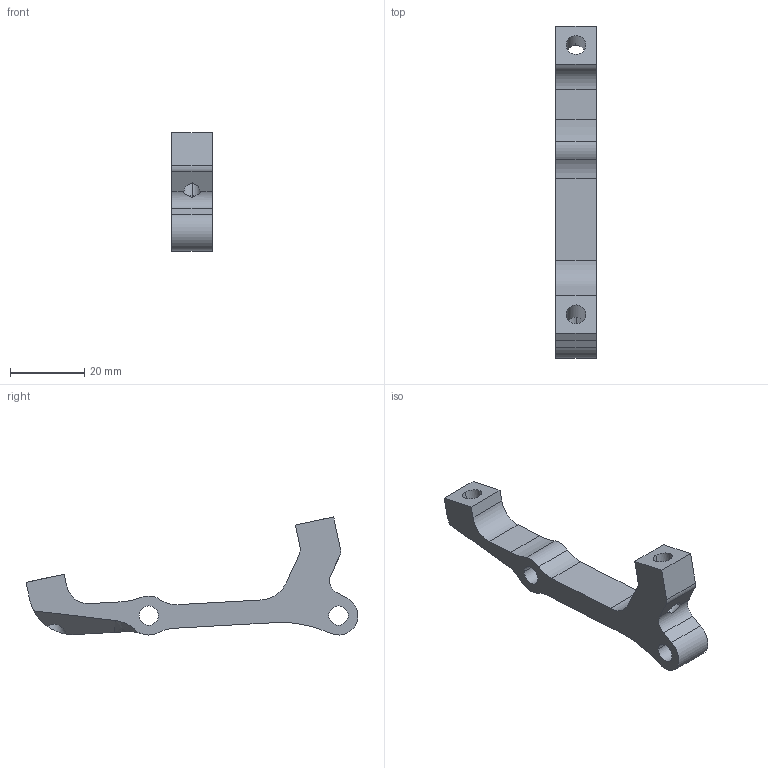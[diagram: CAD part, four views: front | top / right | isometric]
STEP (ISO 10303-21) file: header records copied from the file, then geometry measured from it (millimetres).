
FILE_DESCRIPTION((''),'2;1');
FILE_NAME('20-5015-088-100','2021-05-25T10:36:49',('pmedalie'),('SRAM CORPORATION'),'CREO PARAMETRIC BY PTC INC, 2019080','CREO PARAMETRIC BY PTC INC, 2019080','');
FILE_SCHEMA(('CONFIG_CONTROL_DESIGN'));
Length unit declared in the file: millimetre
Products named in the file (1): 20-5015-088-100
Bounding box: 11 x 89.39 x 31.8 mm (x, y, z)
Volume: 9322.5 mm3; surface area: 5177.9 mm2
Topology: 1 solids, 1 shells, 243 faces, 704 edges, 468 vertices
Faces by surface type: plane 218, cylinder 22, cone 3
Entity records: 7987 total; most frequent: CARTESIAN_POINT 1515, ORIENTED_EDGE 1404, DIRECTION 1217, EDGE_CURVE 702, VECTOR 645, LINE 645, VERTEX_POINT 468, AXIS2_PLACEMENT_3D 286
